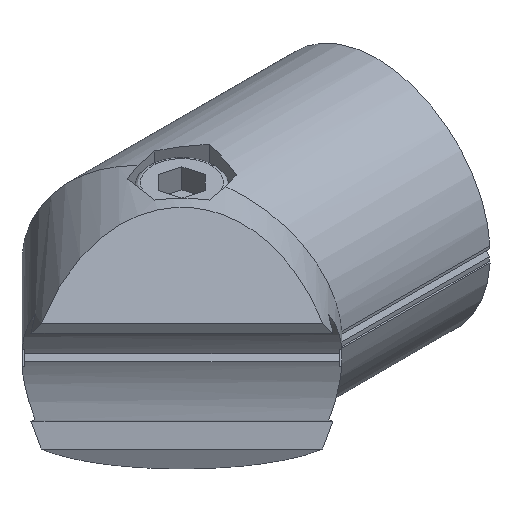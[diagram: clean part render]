
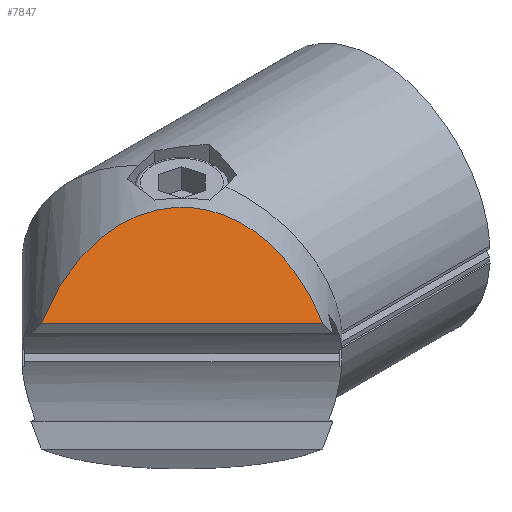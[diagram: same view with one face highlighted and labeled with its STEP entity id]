
A CAD part, isometric view. The second image highlights one B-rep face of the part: STEP entity #7847.
In plain terms, the highlighted planar face has unit normal (-0.5, -0.5, 0.707).
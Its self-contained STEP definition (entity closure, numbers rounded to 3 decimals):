
#7847 = ADVANCED_FACE('',(#7848),#7862,.T.);
#7848 = FACE_BOUND('',#7849,.T.);
#7849 = EDGE_LOOP('',(#7850,#7885));
#7850 = ORIENTED_EDGE('',*,*,#7851,.F.);
#7851 = EDGE_CURVE('',#7852,#7854,#7856,.T.);
#7852 = VERTEX_POINT('',#7853);
#7853 = CARTESIAN_POINT('',(86.413,76.296,
    -51.459));
#7854 = VERTEX_POINT('',#7855);
#7855 = CARTESIAN_POINT('',(65.314,97.395,
    -51.459));
#7856 = SURFACE_CURVE('',#7857,(#7861,#7873),.PCURVE_S1.);
#7857 = LINE('',#7858,#7859);
#7858 = CARTESIAN_POINT('',(86.413,76.296,
    -51.459));
#7859 = VECTOR('',#7860,1.);
#7860 = DIRECTION('',(-0.707,0.707,0.)
  );
#7861 = PCURVE('',#7862,#7867);
#7862 = PLANE('',#7863);
#7863 = AXIS2_PLACEMENT_3D('',#7864,#7865,#7866);
#7864 = CARTESIAN_POINT('',(89.555,79.368,
    -47.066));
#7865 = DIRECTION('',(-0.5,-0.5,0.707));
#7866 = DIRECTION('',(0.816,0.,0.577)
  );
#7867 = DEFINITIONAL_REPRESENTATION('',(#7868),#7872);
#7868 = LINE('',#7869,#7870);
#7869 = CARTESIAN_POINT('',(-5.102,-3.547));
#7870 = VECTOR('',#7871,1.);
#7871 = DIRECTION('',(-0.577,0.816));
#7872 = ( GEOMETRIC_REPRESENTATION_CONTEXT(2) 
PARAMETRIC_REPRESENTATION_CONTEXT() REPRESENTATION_CONTEXT('2D SPACE',''
  ) );
#7873 = PCURVE('',#7874,#7879);
#7874 = PLANE('',#7875);
#7875 = AXIS2_PLACEMENT_3D('',#7876,#7877,#7878);
#7876 = CARTESIAN_POINT('',(86.781,76.594,
    -52.145));
#7877 = DIRECTION('',(-0.583,-0.583,-0.566));
#7878 = DIRECTION('',(0.707,-0.707,0.
    ));
#7879 = DEFINITIONAL_REPRESENTATION('',(#7880),#7884);
#7880 = LINE('',#7881,#7882);
#7881 = CARTESIAN_POINT('',(-0.05,0.832));
#7882 = VECTOR('',#7883,1.);
#7883 = DIRECTION('',(-1.,0.));
#7884 = ( GEOMETRIC_REPRESENTATION_CONTEXT(2) 
PARAMETRIC_REPRESENTATION_CONTEXT() REPRESENTATION_CONTEXT('2D SPACE',''
  ) );
#7885 = ORIENTED_EDGE('',*,*,#7886,.F.);
#7886 = EDGE_CURVE('',#7854,#7852,#7887,.T.);
#7887 = SURFACE_CURVE('',#7888,(#7893,#7901),.PCURVE_S1.);
#7888 = ( BOUNDED_CURVE() B_SPLINE_CURVE(3,(#7889,#7890,#7891,#7892),
.UNSPECIFIED.,.F.,.F.) B_SPLINE_CURVE_WITH_KNOTS((4,4),(2.071,
4.212),.PIECEWISE_BEZIER_KNOTS.) CURVE() 
GEOMETRIC_REPRESENTATION_ITEM() RATIONAL_B_SPLINE_CURVE((1.,
0.653,0.653,1.)) REPRESENTATION_ITEM('') );
#7889 = CARTESIAN_POINT('',(65.314,97.395,
    -51.459));
#7890 = CARTESIAN_POINT('',(79.931,101.685,
    -38.09));
#7891 = CARTESIAN_POINT('',(90.702,90.913,
    -38.09));
#7892 = CARTESIAN_POINT('',(86.413,76.296,
    -51.459));
#7893 = PCURVE('',#7862,#7894);
#7894 = DEFINITIONAL_REPRESENTATION('',(#7895),#7900);
#7895 = ( BOUNDED_CURVE() B_SPLINE_CURVE(3,(#7896,#7897,#7898,#7899),
.UNSPECIFIED.,.F.,.F.) B_SPLINE_CURVE_WITH_KNOTS((4,4),(2.071,
4.212),.PIECEWISE_BEZIER_KNOTS.) CURVE() 
GEOMETRIC_REPRESENTATION_ITEM() RATIONAL_B_SPLINE_CURVE((1.,
0.653,0.653,1.)) REPRESENTATION_ITEM('') );
#7896 = CARTESIAN_POINT('',(-22.329,20.817));
#7897 = CARTESIAN_POINT('',(-2.676,25.77));
#7898 = CARTESIAN_POINT('',(6.119,13.332));
#7899 = CARTESIAN_POINT('',(-5.102,-3.547));
#7900 = ( GEOMETRIC_REPRESENTATION_CONTEXT(2) 
PARAMETRIC_REPRESENTATION_CONTEXT() REPRESENTATION_CONTEXT('2D SPACE',''
  ) );
#7901 = PCURVE('',#7902,#7907);
#7902 = CYLINDRICAL_SURFACE('',#7903,17.);
#7903 = AXIS2_PLACEMENT_3D('',#7904,#7905,#7906);
#7904 = CARTESIAN_POINT('',(86.836,97.819,
    -59.609));
#7905 = DIRECTION('',(-0.707,-0.707,
    0.));
#7906 = DIRECTION('',(0.707,-0.707,0.)
  );
#7907 = DEFINITIONAL_REPRESENTATION('',(#7908),#7934);
#7908 = B_SPLINE_CURVE_WITH_KNOTS('',3,(#7909,#7910,#7911,#7912,#7913,
    #7914,#7915,#7916,#7917,#7918,#7919,#7920,#7921,#7922,#7923,#7924,
    #7925,#7926,#7927,#7928,#7929,#7930,#7931,#7932,#7933),
  .UNSPECIFIED.,.F.,.F.,(4,1,1,1,1,1,1,1,1,1,1,1,1,1,1,1,1,1,1,1,1,1,4),
  (2.071,2.168,2.265,2.363,
    2.46,2.557,2.655,2.752,
    2.85,2.947,3.044,3.142,
    3.239,3.336,3.434,3.531,
    3.628,3.726,3.823,3.92,
    4.018,4.115,4.212),.QUASI_UNIFORM_KNOTS.);
#7909 = CARTESIAN_POINT('',(2.642,15.518));
#7910 = CARTESIAN_POINT('',(2.615,15.121));
#7911 = CARTESIAN_POINT('',(2.561,14.326));
#7912 = CARTESIAN_POINT('',(2.475,13.145));
#7913 = CARTESIAN_POINT('',(2.386,11.994));
#7914 = CARTESIAN_POINT('',(2.293,10.896));
#7915 = CARTESIAN_POINT('',(2.197,9.873));
#7916 = CARTESIAN_POINT('',(2.098,8.951));
#7917 = CARTESIAN_POINT('',(1.996,8.155));
#7918 = CARTESIAN_POINT('',(1.892,7.507));
#7919 = CARTESIAN_POINT('',(1.786,7.028));
#7920 = CARTESIAN_POINT('',(1.679,6.734));
#7921 = CARTESIAN_POINT('',(1.571,6.634));
#7922 = CARTESIAN_POINT('',(1.463,6.734));
#7923 = CARTESIAN_POINT('',(1.356,7.028));
#7924 = CARTESIAN_POINT('',(1.25,7.507));
#7925 = CARTESIAN_POINT('',(1.145,8.155));
#7926 = CARTESIAN_POINT('',(1.044,8.951));
#7927 = CARTESIAN_POINT('',(0.944,9.873));
#7928 = CARTESIAN_POINT('',(0.848,10.896));
#7929 = CARTESIAN_POINT('',(0.756,11.994));
#7930 = CARTESIAN_POINT('',(0.666,13.145));
#7931 = CARTESIAN_POINT('',(0.581,14.326));
#7932 = CARTESIAN_POINT('',(0.527,15.121));
#7933 = CARTESIAN_POINT('',(0.5,15.518));
#7934 = ( GEOMETRIC_REPRESENTATION_CONTEXT(2) 
PARAMETRIC_REPRESENTATION_CONTEXT() REPRESENTATION_CONTEXT('2D SPACE',''
  ) );
